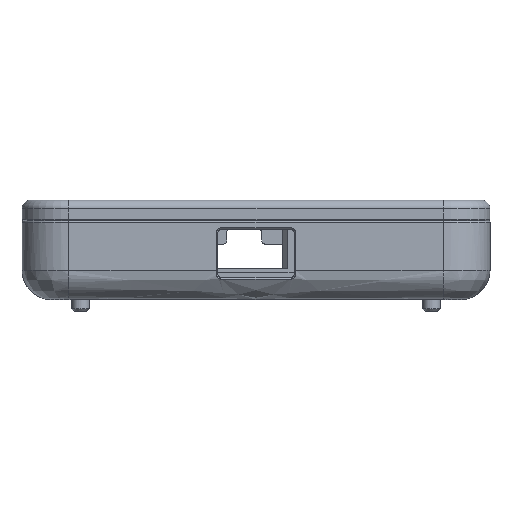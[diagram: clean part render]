
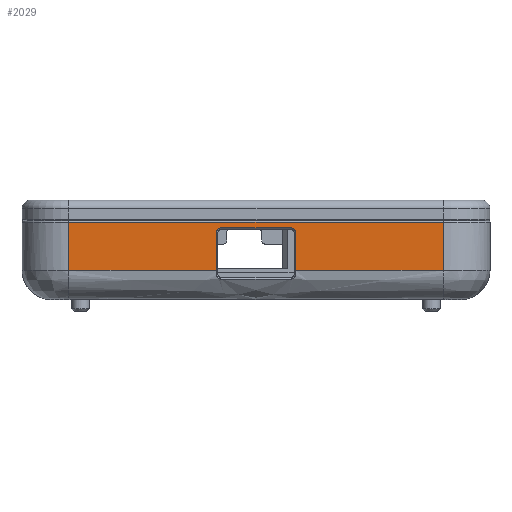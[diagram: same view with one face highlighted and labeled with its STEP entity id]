
A CAD part, front view. The second image highlights one B-rep face of the part: STEP entity #2029.
In plain terms, the highlighted planar face has unit normal (0, -1, 0).
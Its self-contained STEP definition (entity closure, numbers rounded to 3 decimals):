
#820=FACE_OUTER_BOUND('',#7857,.T.);
#2029=ADVANCED_FACE('',(#820),#3307,.F.);
#3307=PLANE('',#21893);
#3893=CIRCLE('',#21891,0.75);
#3894=CIRCLE('',#21892,0.75);
#4768=LINE('',#31274,#6165);
#4769=LINE('',#31281,#6166);
#4770=LINE('',#31283,#6167);
#4771=LINE('',#31285,#6168);
#4772=LINE('',#31292,#6169);
#4773=LINE('',#31296,#6170);
#6165=VECTOR('',#23956,1.);
#6166=VECTOR('',#23957,1.);
#6167=VECTOR('',#23958,1.);
#6168=VECTOR('',#23959,1.);
#6169=VECTOR('',#23960,1.);
#6170=VECTOR('',#23963,1.);
#7857=EDGE_LOOP('',(#9543,#9544,#9545,#9546,#9547,#9548,#9549,#9550,#9551,
#9552));
#9543=ORIENTED_EDGE('',*,*,#17909,.T.);
#9544=ORIENTED_EDGE('',*,*,#17910,.T.);
#9545=ORIENTED_EDGE('',*,*,#17911,.T.);
#9546=ORIENTED_EDGE('',*,*,#17912,.T.);
#9547=ORIENTED_EDGE('',*,*,#17913,.T.);
#9548=ORIENTED_EDGE('',*,*,#17914,.T.);
#9549=ORIENTED_EDGE('',*,*,#17915,.T.);
#9550=ORIENTED_EDGE('',*,*,#17916,.T.);
#9551=ORIENTED_EDGE('',*,*,#17917,.T.);
#9552=ORIENTED_EDGE('',*,*,#17918,.T.);
#15893=VERTEX_POINT('',#31272);
#15894=VERTEX_POINT('',#31273);
#15895=VERTEX_POINT('',#31275);
#15896=VERTEX_POINT('',#31280);
#15897=VERTEX_POINT('',#31282);
#15898=VERTEX_POINT('',#31284);
#15899=VERTEX_POINT('',#31286);
#15900=VERTEX_POINT('',#31291);
#15901=VERTEX_POINT('',#31293);
#15902=VERTEX_POINT('',#31295);
#17909=EDGE_CURVE('',#15893,#15894,#3893,.T.);
#17910=EDGE_CURVE('',#15894,#15895,#4768,.T.);
#17911=EDGE_CURVE('',#15895,#15896,#20995,.T.);
#17912=EDGE_CURVE('',#15896,#15897,#4769,.T.);
#17913=EDGE_CURVE('',#15897,#15898,#4770,.T.);
#17914=EDGE_CURVE('',#15898,#15899,#4771,.T.);
#17915=EDGE_CURVE('',#15899,#15900,#20996,.T.);
#17916=EDGE_CURVE('',#15900,#15901,#4772,.T.);
#17917=EDGE_CURVE('',#15901,#15902,#3894,.T.);
#17918=EDGE_CURVE('',#15902,#15893,#4773,.T.);
#20995=B_SPLINE_CURVE_WITH_KNOTS('',3,(#31276,#31277,#31278,#31279),
 .UNSPECIFIED.,.F.,.F.,(4,4),(0.,1.),.UNSPECIFIED.);
#20996=B_SPLINE_CURVE_WITH_KNOTS('',3,(#31287,#31288,#31289,#31290),
 .UNSPECIFIED.,.F.,.F.,(4,4),(0.,1.),.UNSPECIFIED.);
#21891=AXIS2_PLACEMENT_3D('',#31271,#23954,#23955);
#21892=AXIS2_PLACEMENT_3D('',#31294,#23961,#23962);
#21893=AXIS2_PLACEMENT_3D('',#31297,#23964,#23965);
#23954=DIRECTION('',(0.,1.,0.));
#23955=DIRECTION('',(0.,0.,1.));
#23956=DIRECTION('',(0.,0.,-1.));
#23957=DIRECTION('',(0.,0.,1.));
#23958=DIRECTION('',(-1.,0.,0.));
#23959=DIRECTION('',(0.,0.,-1.));
#23960=DIRECTION('',(0.,0.,1.));
#23961=DIRECTION('',(0.,1.,0.));
#23962=DIRECTION('',(0.,0.,1.));
#23963=DIRECTION('',(1.,0.,0.));
#23964=DIRECTION('',(0.,1.,0.));
#23965=DIRECTION('',(0.,0.,1.));
#31271=CARTESIAN_POINT('',(6.,-40.,86.55));
#31272=CARTESIAN_POINT('',(6.,-40.,87.3));
#31273=CARTESIAN_POINT('',(6.75,-40.,86.55));
#31274=CARTESIAN_POINT('',(6.75,-40.,80.05));
#31275=CARTESIAN_POINT('',(6.75,-40.,80.05));
#31276=CARTESIAN_POINT('',(6.75,-40.,80.05));
#31277=CARTESIAN_POINT('',(15.167,-40.,80.05));
#31278=CARTESIAN_POINT('',(23.583,-40.,80.05));
#31279=CARTESIAN_POINT('',(32.,-40.,80.05));
#31280=CARTESIAN_POINT('',(32.,-40.,80.05));
#31281=CARTESIAN_POINT('',(32.,-40.,214.9));
#31282=CARTESIAN_POINT('',(32.,-40.,88.3));
#31283=CARTESIAN_POINT('',(-32.,-40.,88.3));
#31284=CARTESIAN_POINT('',(-32.,-40.,88.3));
#31285=CARTESIAN_POINT('',(-32.,-40.,214.9));
#31286=CARTESIAN_POINT('',(-32.,-40.,80.05));
#31287=CARTESIAN_POINT('',(-32.,-40.,80.05));
#31288=CARTESIAN_POINT('',(-23.583,-40.,80.05));
#31289=CARTESIAN_POINT('',(-15.167,-40.,80.05));
#31290=CARTESIAN_POINT('',(-6.75,-40.,80.05));
#31291=CARTESIAN_POINT('',(-6.75,-40.,80.05));
#31292=CARTESIAN_POINT('',(-6.75,-40.,86.55));
#31293=CARTESIAN_POINT('',(-6.75,-40.,86.55));
#31294=CARTESIAN_POINT('',(-6.,-40.,86.55));
#31295=CARTESIAN_POINT('',(-6.,-40.,87.3));
#31296=CARTESIAN_POINT('',(6.,-40.,87.3));
#31297=CARTESIAN_POINT('',(40.,-40.,214.9));
